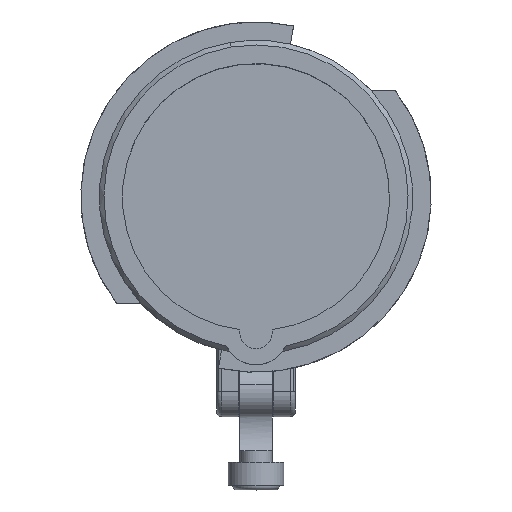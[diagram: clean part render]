
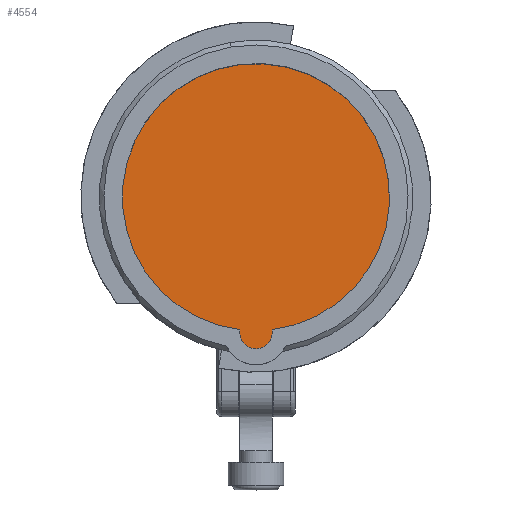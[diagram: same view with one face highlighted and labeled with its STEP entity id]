
A CAD part, top view. The second image highlights one B-rep face of the part: STEP entity #4554.
In plain terms, the highlighted planar face has unit normal (0, 0, 1).
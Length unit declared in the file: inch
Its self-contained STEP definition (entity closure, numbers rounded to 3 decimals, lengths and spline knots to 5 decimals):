
#11 = CARTESIAN_POINT ( 'NONE',  ( 0.1378, -1.12942, 0.25591 ) ) ;
#38 = DIRECTION ( 'NONE',  ( 1., 0., 0. ) ) ;
#99 = DIRECTION ( 'NONE',  ( 0., 1., 0. ) ) ;
#113 = CARTESIAN_POINT ( 'NONE',  ( 0., -1.15354, 0.25591 ) ) ;
#148 = CIRCLE ( 'NONE', #3400, 0.1378 ) ;
#218 = EDGE_CURVE ( 'NONE', #2792, #4462, #5034, .T. ) ;
#283 = CARTESIAN_POINT ( 'NONE',  ( -0.1378, -1.12942, 0.25591 ) ) ;
#526 = ORIENTED_EDGE ( 'NONE', *, *, #2890, .T. ) ;
#651 = CARTESIAN_POINT ( 'NONE',  ( -0.1378, 1.12942, 0.25591 ) ) ;
#1142 = VECTOR ( 'NONE', #4220, 39.37008 ) ;
#1172 = CARTESIAN_POINT ( 'NONE',  ( -0.1378, -1.15354, 0.25591 ) ) ;
#1272 = EDGE_CURVE ( 'NONE', #1530, #2070, #1400, .T. ) ;
#1273 = DIRECTION ( 'NONE',  ( 0., 0., 1. ) ) ;
#1299 = EDGE_CURVE ( 'NONE', #1348, #1530, #3593, .T. ) ;
#1348 = VERTEX_POINT ( 'NONE', #1675 ) ;
#1400 = CIRCLE ( 'NONE', #3338, 1.1378 ) ;
#1509 = FACE_OUTER_BOUND ( 'NONE', #3671, .T. ) ;
#1530 = VERTEX_POINT ( 'NONE', #11 ) ;
#1675 = CARTESIAN_POINT ( 'NONE',  ( 0.1378, -1.15354, 0.25591 ) ) ;
#1961 = ORIENTED_EDGE ( 'NONE', *, *, #1272, .T. ) ;
#2051 = DIRECTION ( 'NONE',  ( 1., 0., 0. ) ) ;
#2070 = VERTEX_POINT ( 'NONE', #651 ) ;
#2371 = DIRECTION ( 'NONE',  ( 1., 0., 0. ) ) ;
#2496 = DIRECTION ( 'NONE',  ( 0., 0., 1. ) ) ;
#2792 = VERTEX_POINT ( 'NONE', #283 ) ;
#2890 = EDGE_CURVE ( 'NONE', #2070, #2792, #3076, .T. ) ;
#3050 = PLANE ( 'NONE',  #3723 ) ;
#3076 = CIRCLE ( 'NONE', #3156, 1.1378 ) ;
#3156 = AXIS2_PLACEMENT_3D ( 'NONE', #4551, #3988, #38 ) ;
#3338 = AXIS2_PLACEMENT_3D ( 'NONE', #4421, #2496, #2051 ) ;
#3400 = AXIS2_PLACEMENT_3D ( 'NONE', #113, #4334, #3509 ) ;
#3458 = CARTESIAN_POINT ( 'NONE',  ( -0.07874, 0., 0.25591 ) ) ;
#3509 = DIRECTION ( 'NONE',  ( 1., 0., 0. ) ) ;
#3593 = LINE ( 'NONE', #4036, #3983 ) ;
#3671 = EDGE_LOOP ( 'NONE', ( #1961, #526, #4770, #4234, #4490 ) ) ;
#3723 = AXIS2_PLACEMENT_3D ( 'NONE', #3458, #1273, #2371 ) ;
#3983 = VECTOR ( 'NONE', #99, 39.37008 ) ;
#3988 = DIRECTION ( 'NONE',  ( 0., 0., 1. ) ) ;
#4036 = CARTESIAN_POINT ( 'NONE',  ( 0.1378, -1.12942, 0.25591 ) ) ;
#4220 = DIRECTION ( 'NONE',  ( 0., -1., 0. ) ) ;
#4234 = ORIENTED_EDGE ( 'NONE', *, *, #4633, .T. ) ;
#4295 = CARTESIAN_POINT ( 'NONE',  ( -0.1378, -1.15354, 0.25591 ) ) ;
#4334 = DIRECTION ( 'NONE',  ( 0., 0., 1. ) ) ;
#4421 = CARTESIAN_POINT ( 'NONE',  ( 0., 0., 0.25591 ) ) ;
#4462 = VERTEX_POINT ( 'NONE', #1172 ) ;
#4490 = ORIENTED_EDGE ( 'NONE', *, *, #1299, .T. ) ;
#4551 = CARTESIAN_POINT ( 'NONE',  ( 0., 0., 0.25591 ) ) ;
#4554 = ADVANCED_FACE ( 'NONE', ( #1509 ), #3050, .T. ) ;
#4633 = EDGE_CURVE ( 'NONE', #4462, #1348, #148, .T. ) ;
#4770 = ORIENTED_EDGE ( 'NONE', *, *, #218, .T. ) ;
#5034 = LINE ( 'NONE', #4295, #1142 ) ;
